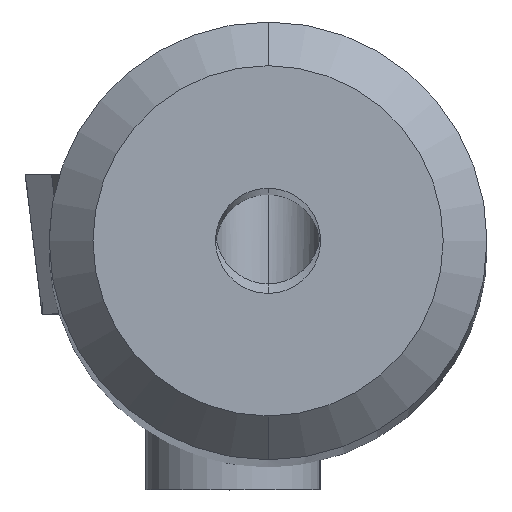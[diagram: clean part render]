
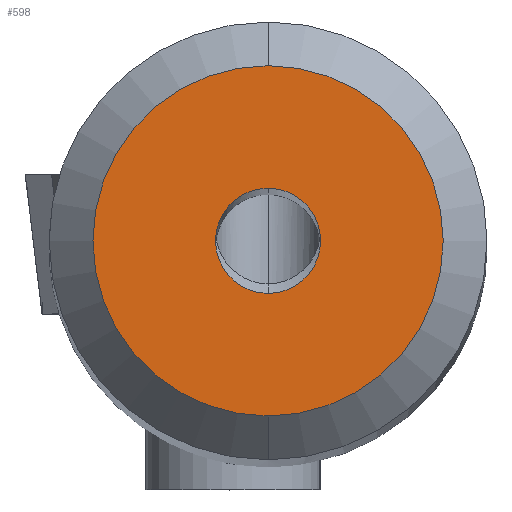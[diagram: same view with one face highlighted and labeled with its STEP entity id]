
A CAD part, top view. The second image highlights one B-rep face of the part: STEP entity #598.
In plain terms, the highlighted planar face has unit normal (0, 0, 1).
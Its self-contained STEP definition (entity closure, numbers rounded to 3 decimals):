
#568=VERTEX_POINT('NONE',#1608);
#598=ADVANCED_FACE('NONE',(#1639,#1640),#1641,.F.);
#724=VERTEX_POINT('NONE',#1785);
#768=EDGE_CURVE('NONE',#568,#724,#1830,.T.);
#824=EDGE_CURVE('NONE',#724,#568,#1893,.T.);
#992=VERTEX_POINT('NONE',#2079);
#1042=EDGE_CURVE('NONE',#992,#1062,#2136,.T.);
#1062=VERTEX_POINT('NONE',#2157);
#1164=EDGE_CURVE('NONE',#1062,#992,#2268,.T.);
#1608=CARTESIAN_POINT('',(0.0,-2.0,0.0));
#1639=FACE_OUTER_BOUND('',#2790,.T.);
#1640=FACE_BOUND('',#2791,.T.);
#1641=PLANE('',#2792);
#1785=CARTESIAN_POINT('',(0.,2.0,0.0));
#1830=CIRCLE('',#3068,2.0);
#1893=CIRCLE('',#3160,2.0);
#2079=CARTESIAN_POINT('',(0.0,0.6,0.));
#2136=CIRCLE('',#3507,0.6);
#2157=CARTESIAN_POINT('',(0.,-0.6,0.));
#2268=CIRCLE('',#3740,0.6);
#2790=EDGE_LOOP('',(#4473,#4474));
#2791=EDGE_LOOP('',(#4475,#4476));
#2792=AXIS2_PLACEMENT_3D('',#4477,#4478,#4479);
#3068=AXIS2_PLACEMENT_3D('',#4709,#4710,#4711);
#3160=AXIS2_PLACEMENT_3D('',#4799,#4800,#4801);
#3507=AXIS2_PLACEMENT_3D('',#5112,#5113,#5114);
#3740=AXIS2_PLACEMENT_3D('',#5247,#5248,#5249);
#4473=ORIENTED_EDGE('',*,*,#768,.T.);
#4474=ORIENTED_EDGE('',*,*,#824,.T.);
#4475=ORIENTED_EDGE('',*,*,#1042,.F.);
#4476=ORIENTED_EDGE('',*,*,#1164,.F.);
#4477=CARTESIAN_POINT('',(-2.0,0.0,0.));
#4478=DIRECTION('',(0.0,0.0,-1.0));
#4479=DIRECTION('',(-1.0,0.0,0.0));
#4709=CARTESIAN_POINT('',(0.0,0.0,0.0));
#4710=DIRECTION('',(0.0,-0.0,1.0));
#4711=DIRECTION('',(0.0,1.0,0.0));
#4799=CARTESIAN_POINT('',(0.0,0.0,0.0));
#4800=DIRECTION('',(0.0,-0.0,1.0));
#4801=DIRECTION('',(0.0,1.0,0.0));
#5112=CARTESIAN_POINT('',(0.0,0.0,0.));
#5113=DIRECTION('',(0.0,-0.0,1.0));
#5114=DIRECTION('',(0.0,1.0,0.0));
#5247=CARTESIAN_POINT('',(0.0,0.0,0.));
#5248=DIRECTION('',(0.0,-0.0,1.0));
#5249=DIRECTION('',(0.0,1.0,0.0));
